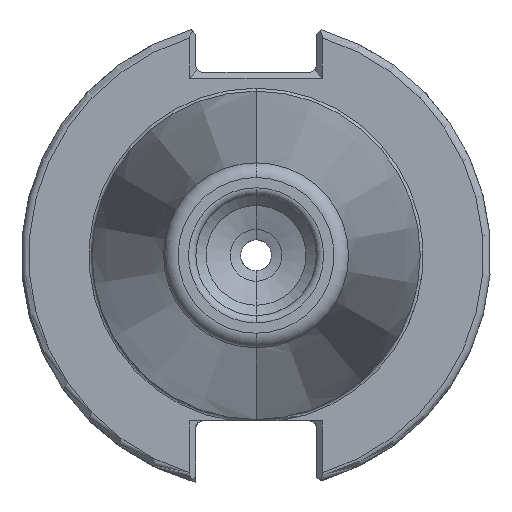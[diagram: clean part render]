
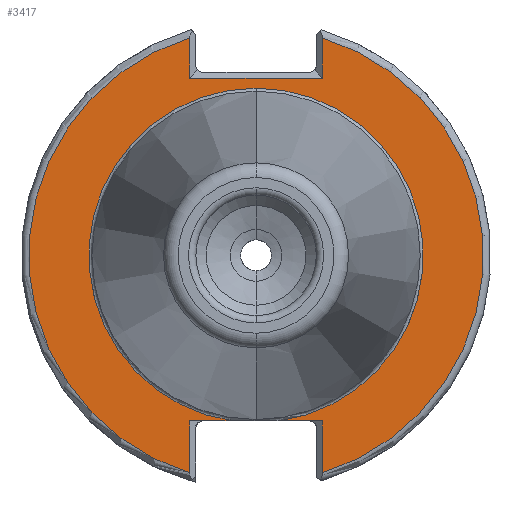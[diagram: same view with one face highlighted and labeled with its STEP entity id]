
A CAD part, left-side view. The second image highlights one B-rep face of the part: STEP entity #3417.
In plain terms, the highlighted planar face has unit normal (-1, 0, 0).
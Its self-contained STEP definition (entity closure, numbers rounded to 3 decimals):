
#34 = AXIS2_PLACEMENT_3D ( 'NONE', #607, #3431, #1009 ) ;
#70 = VERTEX_POINT ( 'NONE', #1747 ) ;
#232 = DIRECTION ( 'NONE',  ( -1., 0., 0. ) ) ;
#268 = DIRECTION ( 'NONE',  ( -1., 0., 0. ) ) ;
#321 = VERTEX_POINT ( 'NONE', #4765 ) ;
#421 = CARTESIAN_POINT ( 'NONE',  ( -76.82, 0., 22.625 ) ) ;
#578 = DIRECTION ( 'NONE',  ( 1., 0., 0. ) ) ;
#589 = CARTESIAN_POINT ( 'NONE',  ( -76.82, 8.99, 30.701 ) ) ;
#607 = CARTESIAN_POINT ( 'NONE',  ( -76.82, 0., 0. ) ) ;
#728 = VERTEX_POINT ( 'NONE', #2685 ) ;
#765 = EDGE_CURVE ( 'NONE', #728, #910, #993, .T. ) ;
#910 = VERTEX_POINT ( 'NONE', #3093 ) ;
#918 = CARTESIAN_POINT ( 'NONE',  ( -76.82, -8.99, -22.41 ) ) ;
#942 = AXIS2_PLACEMENT_3D ( 'NONE', #1571, #4391, #1962 ) ;
#993 = LINE ( 'NONE', #3672, #5133 ) ;
#1009 = DIRECTION ( 'NONE',  ( 0., 0., -1. ) ) ;
#1042 = CARTESIAN_POINT ( 'NONE',  ( -76.82, 0., 24. ) ) ;
#1067 = VERTEX_POINT ( 'NONE', #3200 ) ;
#1099 = CARTESIAN_POINT ( 'NONE',  ( -76.82, -3.112, -22.41 ) ) ;
#1119 = ORIENTED_EDGE ( 'NONE', *, *, #4400, .T. ) ;
#1232 = ORIENTED_EDGE ( 'NONE', *, *, #4004, .F. ) ;
#1255 = CIRCLE ( 'NONE', #5178, 30.775 ) ;
#1350 = ORIENTED_EDGE ( 'NONE', *, *, #4459, .T. ) ;
#1356 = DIRECTION ( 'NONE',  ( 0., -1., 0. ) ) ;
#1378 = DIRECTION ( 'NONE',  ( 0., 0., 1. ) ) ;
#1424 = EDGE_LOOP ( 'NONE', ( #4195, #1119, #2153, #4325, #1232, #2281, #3397, #4450, #1350, #2404, #3527 ) ) ;
#1571 = CARTESIAN_POINT ( 'NONE',  ( -76.82, 0., 0. ) ) ;
#1575 = CARTESIAN_POINT ( 'NONE',  ( -76.82, 8.99, 24. ) ) ;
#1747 = CARTESIAN_POINT ( 'NONE',  ( -76.82, -8.99, 29.433 ) ) ;
#1802 = CARTESIAN_POINT ( 'NONE',  ( -76.82, 8.99, 29.433 ) ) ;
#1840 = DIRECTION ( 'NONE',  ( 0., 1., 0. ) ) ;
#1846 = VECTOR ( 'NONE', #1356, 1000. ) ;
#1962 = DIRECTION ( 'NONE',  ( 0., 0., 1. ) ) ;
#2086 = LINE ( 'NONE', #3793, #1846 ) ;
#2118 = AXIS2_PLACEMENT_3D ( 'NONE', #2601, #232, #3033 ) ;
#2153 = ORIENTED_EDGE ( 'NONE', *, *, #4418, .T. ) ;
#2173 = VECTOR ( 'NONE', #3474, 1000. ) ;
#2185 = DIRECTION ( 'NONE',  ( 0., 0., -1. ) ) ;
#2205 = CARTESIAN_POINT ( 'NONE',  ( -76.82, -8.99, 24.8 ) ) ;
#2209 = VERTEX_POINT ( 'NONE', #918 ) ;
#2254 = CARTESIAN_POINT ( 'NONE',  ( -76.82, 8.99, -29.433 ) ) ;
#2281 = ORIENTED_EDGE ( 'NONE', *, *, #2400, .F. ) ;
#2300 = VECTOR ( 'NONE', #2185, 1000. ) ;
#2328 = EDGE_CURVE ( 'NONE', #3917, #2209, #2086, .T. ) ;
#2356 = AXIS2_PLACEMENT_3D ( 'NONE', #2982, #578, #3406 ) ;
#2400 = EDGE_CURVE ( 'NONE', #3917, #5142, #3887, .T. ) ;
#2404 = ORIENTED_EDGE ( 'NONE', *, *, #4489, .T. ) ;
#2559 = CIRCLE ( 'NONE', #34, 30.775 ) ;
#2601 = CARTESIAN_POINT ( 'NONE',  ( -76.82, 0., 0. ) ) ;
#2631 = CARTESIAN_POINT ( 'NONE',  ( -76.82, 0., 0. ) ) ;
#2685 = CARTESIAN_POINT ( 'NONE',  ( -76.82, 8.99, -22.41 ) ) ;
#2703 = LINE ( 'NONE', #589, #3670 ) ;
#2964 = PLANE ( 'NONE',  #2356 ) ;
#2982 = CARTESIAN_POINT ( 'NONE',  ( -76.82, 0., 0. ) ) ;
#3021 = CARTESIAN_POINT ( 'NONE',  ( -76.82, 8.99, 0. ) ) ;
#3033 = DIRECTION ( 'NONE',  ( 0., 0., 1. ) ) ;
#3038 = CARTESIAN_POINT ( 'NONE',  ( -76.82, -8.99, 0. ) ) ;
#3056 = DIRECTION ( 'NONE',  ( 0., 0., -1. ) ) ;
#3093 = CARTESIAN_POINT ( 'NONE',  ( -76.82, 3.112, -22.41 ) ) ;
#3184 = CIRCLE ( 'NONE', #942, 22.625 ) ;
#3200 = CARTESIAN_POINT ( 'NONE',  ( -76.82, -8.99, -29.433 ) ) ;
#3285 = DIRECTION ( 'NONE',  ( 0., -1., 0. ) ) ;
#3397 = ORIENTED_EDGE ( 'NONE', *, *, #2328, .T. ) ;
#3406 = DIRECTION ( 'NONE',  ( 0., 0., -1. ) ) ;
#3416 = LINE ( 'NONE', #1042, #4213 ) ;
#3417 = ADVANCED_FACE ( 'NONE', ( #4548 ), #2964, .F. ) ;
#3431 = DIRECTION ( 'NONE',  ( -1., 0., 0. ) ) ;
#3474 = DIRECTION ( 'NONE',  ( 0., 0., -1. ) ) ;
#3527 = ORIENTED_EDGE ( 'NONE', *, *, #4496, .T. ) ;
#3546 = VECTOR ( 'NONE', #4999, 1000. ) ;
#3670 = VECTOR ( 'NONE', #1378, 1000. ) ;
#3672 = CARTESIAN_POINT ( 'NONE',  ( -76.82, -8.19, -22.41 ) ) ;
#3793 = CARTESIAN_POINT ( 'NONE',  ( -76.82, -8.19, -22.41 ) ) ;
#3887 = CIRCLE ( 'NONE', #2118, 22.625 ) ;
#3917 = VERTEX_POINT ( 'NONE', #1099 ) ;
#4004 = EDGE_CURVE ( 'NONE', #5142, #910, #3184, .T. ) ;
#4195 = ORIENTED_EDGE ( 'NONE', *, *, #4365, .T. ) ;
#4213 = VECTOR ( 'NONE', #1840, 1000. ) ;
#4325 = ORIENTED_EDGE ( 'NONE', *, *, #765, .T. ) ;
#4347 = LINE ( 'NONE', #2205, #2173 ) ;
#4365 = EDGE_CURVE ( 'NONE', #5073, #4429, #2703, .T. ) ;
#4391 = DIRECTION ( 'NONE',  ( -1., 0., 0. ) ) ;
#4400 = EDGE_CURVE ( 'NONE', #4429, #4569, #2559, .T. ) ;
#4418 = EDGE_CURVE ( 'NONE', #4569, #728, #4714, .T. ) ;
#4429 = VERTEX_POINT ( 'NONE', #1802 ) ;
#4450 = ORIENTED_EDGE ( 'NONE', *, *, #4451, .T. ) ;
#4451 = EDGE_CURVE ( 'NONE', #2209, #1067, #4473, .T. ) ;
#4459 = EDGE_CURVE ( 'NONE', #1067, #70, #1255, .T. ) ;
#4473 = LINE ( 'NONE', #3038, #2300 ) ;
#4489 = EDGE_CURVE ( 'NONE', #70, #321, #4347, .T. ) ;
#4496 = EDGE_CURVE ( 'NONE', #321, #5073, #3416, .T. ) ;
#4548 = FACE_OUTER_BOUND ( 'NONE', #1424, .T. ) ;
#4569 = VERTEX_POINT ( 'NONE', #2254 ) ;
#4714 = LINE ( 'NONE', #3021, #3546 ) ;
#4765 = CARTESIAN_POINT ( 'NONE',  ( -76.82, -8.99, 24. ) ) ;
#4999 = DIRECTION ( 'NONE',  ( 0., 0., 1. ) ) ;
#5073 = VERTEX_POINT ( 'NONE', #1575 ) ;
#5133 = VECTOR ( 'NONE', #3285, 1000. ) ;
#5142 = VERTEX_POINT ( 'NONE', #421 ) ;
#5178 = AXIS2_PLACEMENT_3D ( 'NONE', #2631, #268, #3056 ) ;
